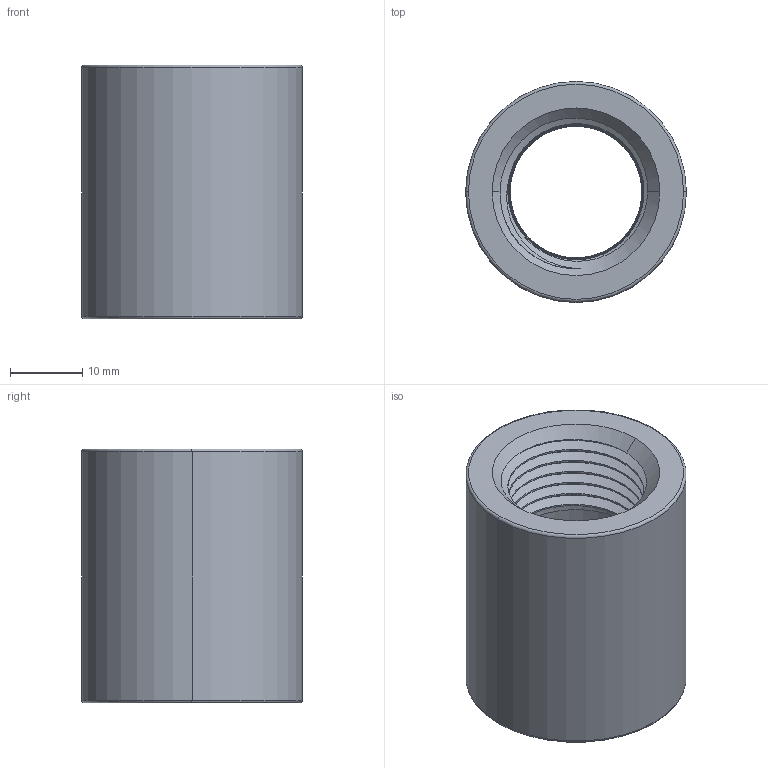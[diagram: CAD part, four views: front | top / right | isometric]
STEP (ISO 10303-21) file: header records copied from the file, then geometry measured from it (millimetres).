
FILE_DESCRIPTION (( 'STEP AP203' ), '1' );
FILE_NAME ('4464K354_304 Stainless Steel Threaded Pipe Fitting.STEP', '2021-09-09T03:59:45', ( 'Administrator' ), ( 'Managed by Terraform' ), 'SwSTEP 2.0', 'SolidWorks 2017', '' );
FILE_SCHEMA (( 'CONFIG_CONTROL_DESIGN' ));
Length unit declared in the file: inch
Products named in the file (1): 4464K354_304 Stainless Steel Threaded Pipe Fitting
Bounding box: 30.48 x 30.48 x 35.05 mm (x, y, z)
Volume: 13745.7 mm3; surface area: 7618.2 mm2
Topology: 1 solids, 1 shells, 56 faces, 152 edges, 100 vertices
Faces by surface type: cone 36, plane 6, bspline 6, torus 4, cylinder 4
Entity records: 8359 total; most frequent: CARTESIAN_POINT 7013, ORIENTED_EDGE 304, DIRECTION 200, EDGE_CURVE 152, VERTEX_POINT 100, B_SPLINE_CURVE_WITH_KNOTS 80, AXIS2_PLACEMENT_3D 77, EDGE_LOOP 60
